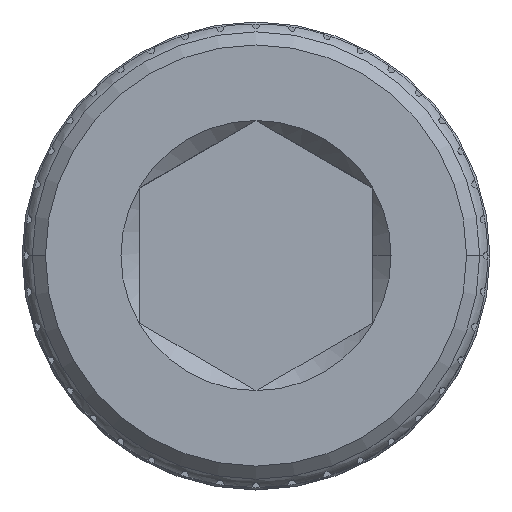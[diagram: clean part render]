
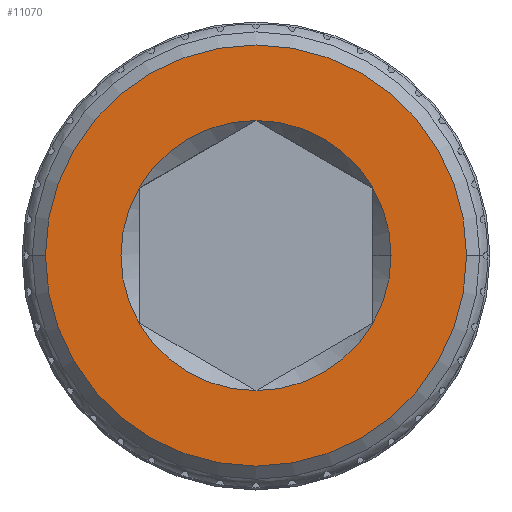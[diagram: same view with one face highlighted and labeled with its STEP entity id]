
A CAD part, top view. The second image highlights one B-rep face of the part: STEP entity #11070.
In plain terms, the highlighted planar face has unit normal (0, 0, 1).
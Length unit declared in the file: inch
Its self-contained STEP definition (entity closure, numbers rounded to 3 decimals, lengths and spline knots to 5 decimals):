
#269 = CARTESIAN_POINT ( 'NONE',  ( 0., 0., 0.875 ) ) ;
#311 = CARTESIAN_POINT ( 'NONE',  ( 0.09375, 0.05413, 0.875 ) ) ;
#389 = FACE_BOUND ( 'NONE', #8577, .T. ) ;
#914 = AXIS2_PLACEMENT_3D ( 'NONE', #2374, #9808, #5142 ) ;
#958 = DIRECTION ( 'NONE',  ( 0., 0., 1. ) ) ;
#1153 = EDGE_LOOP ( 'NONE', ( #10805, #11446 ) ) ;
#1217 = VERTEX_POINT ( 'NONE', #10064 ) ;
#1292 = DIRECTION ( 'NONE',  ( 0., 0., 1. ) ) ;
#1547 = CIRCLE ( 'NONE', #3460, 0.10825 ) ;
#1577 = CIRCLE ( 'NONE', #2013, 0.10825 ) ;
#1595 = ORIENTED_EDGE ( 'NONE', *, *, #3956, .F. ) ;
#1655 = CIRCLE ( 'NONE', #10958, 0.10825 ) ;
#1770 = DIRECTION ( 'NONE',  ( 1., 0., 0. ) ) ;
#2013 = AXIS2_PLACEMENT_3D ( 'NONE', #2663, #8170, #11899 ) ;
#2290 = ORIENTED_EDGE ( 'NONE', *, *, #8297, .F. ) ;
#2359 = CIRCLE ( 'NONE', #10740, 0.10825 ) ;
#2374 = CARTESIAN_POINT ( 'NONE',  ( 0., 0., 0.875 ) ) ;
#2566 = AXIS2_PLACEMENT_3D ( 'NONE', #269, #3994, #6810 ) ;
#2663 = CARTESIAN_POINT ( 'NONE',  ( 0., 0., 0.875 ) ) ;
#2825 = DIRECTION ( 'NONE',  ( 1., 0., 0. ) ) ;
#2885 = CARTESIAN_POINT ( 'NONE',  ( 0.16875, 0., 0.875 ) ) ;
#3273 = VERTEX_POINT ( 'NONE', #5834 ) ;
#3345 = VERTEX_POINT ( 'NONE', #311 ) ;
#3459 = EDGE_CURVE ( 'NONE', #10636, #7250, #1547, .T. ) ;
#3460 = AXIS2_PLACEMENT_3D ( 'NONE', #5892, #4140, #7924 ) ;
#3490 = CIRCLE ( 'NONE', #11709, 0.10825 ) ;
#3503 = CIRCLE ( 'NONE', #914, 0.10825 ) ;
#3735 = CIRCLE ( 'NONE', #2566, 0.16875 ) ;
#3956 = EDGE_CURVE ( 'NONE', #1217, #10636, #8915, .T. ) ;
#3994 = DIRECTION ( 'NONE',  ( 0., 0., 1. ) ) ;
#4140 = DIRECTION ( 'NONE',  ( 0., 0., 1. ) ) ;
#4320 = AXIS2_PLACEMENT_3D ( 'NONE', #6316, #4562, #6359 ) ;
#4457 = AXIS2_PLACEMENT_3D ( 'NONE', #5045, #1292, #5979 ) ;
#4484 = CARTESIAN_POINT ( 'NONE',  ( 0., -0.10825, 0.875 ) ) ;
#4562 = DIRECTION ( 'NONE',  ( 0., 0., 1. ) ) ;
#4613 = DIRECTION ( 'NONE',  ( 0., 0., 1. ) ) ;
#4646 = AXIS2_PLACEMENT_3D ( 'NONE', #9068, #9901, #9027 ) ;
#4824 = ORIENTED_EDGE ( 'NONE', *, *, #9220, .F. ) ;
#5045 = CARTESIAN_POINT ( 'NONE',  ( 0., 0., 0.875 ) ) ;
#5142 = DIRECTION ( 'NONE',  ( 1., 0., 0. ) ) ;
#5441 = CARTESIAN_POINT ( 'NONE',  ( 0., 0., 0.875 ) ) ;
#5834 = CARTESIAN_POINT ( 'NONE',  ( 0.10825, 0., 0.875 ) ) ;
#5892 = CARTESIAN_POINT ( 'NONE',  ( 0., 0., 0.875 ) ) ;
#5979 = DIRECTION ( 'NONE',  ( 1., 0., 0. ) ) ;
#6316 = CARTESIAN_POINT ( 'NONE',  ( 0., 0., 0.875 ) ) ;
#6357 = FACE_OUTER_BOUND ( 'NONE', #1153, .T. ) ;
#6359 = DIRECTION ( 'NONE',  ( -1., 0., 0. ) ) ;
#6678 = CARTESIAN_POINT ( 'NONE',  ( 0.09375, -0.05413, 0.875 ) ) ;
#6810 = DIRECTION ( 'NONE',  ( -1., 0., 0. ) ) ;
#6888 = EDGE_CURVE ( 'NONE', #3273, #3345, #1655, .T. ) ;
#6909 = ORIENTED_EDGE ( 'NONE', *, *, #3459, .F. ) ;
#7087 = VERTEX_POINT ( 'NONE', #8641 ) ;
#7228 = PLANE ( 'NONE',  #4646 ) ;
#7250 = VERTEX_POINT ( 'NONE', #4484 ) ;
#7924 = DIRECTION ( 'NONE',  ( 1., 0., 0. ) ) ;
#8170 = DIRECTION ( 'NONE',  ( 0., 0., 1. ) ) ;
#8297 = EDGE_CURVE ( 'NONE', #9103, #3273, #2359, .T. ) ;
#8548 = ORIENTED_EDGE ( 'NONE', *, *, #11087, .F. ) ;
#8563 = CIRCLE ( 'NONE', #4320, 0.16875 ) ;
#8577 = EDGE_LOOP ( 'NONE', ( #1595, #10324, #4824, #9286, #2290, #8548, #6909 ) ) ;
#8641 = CARTESIAN_POINT ( 'NONE',  ( -0.16875, 0., 0.875 ) ) ;
#8915 = CIRCLE ( 'NONE', #4457, 0.10825 ) ;
#8962 = VERTEX_POINT ( 'NONE', #2885 ) ;
#9027 = DIRECTION ( 'NONE',  ( -1., 0., 0. ) ) ;
#9039 = VERTEX_POINT ( 'NONE', #10212 ) ;
#9068 = CARTESIAN_POINT ( 'NONE',  ( 0., 0., 0.875 ) ) ;
#9103 = VERTEX_POINT ( 'NONE', #6678 ) ;
#9220 = EDGE_CURVE ( 'NONE', #3345, #9039, #3503, .T. ) ;
#9286 = ORIENTED_EDGE ( 'NONE', *, *, #6888, .F. ) ;
#9309 = DIRECTION ( 'NONE',  ( 1., 0., 0. ) ) ;
#9364 = CARTESIAN_POINT ( 'NONE',  ( 0., 0., 0.875 ) ) ;
#9386 = EDGE_CURVE ( 'NONE', #9039, #1217, #3490, .T. ) ;
#9808 = DIRECTION ( 'NONE',  ( 0., 0., 1. ) ) ;
#9901 = DIRECTION ( 'NONE',  ( 0., 0., -1. ) ) ;
#9967 = EDGE_CURVE ( 'NONE', #7087, #8962, #8563, .T. ) ;
#10064 = CARTESIAN_POINT ( 'NONE',  ( -0.09375, 0.05413, 0.875 ) ) ;
#10114 = DIRECTION ( 'NONE',  ( 0., 0., 1. ) ) ;
#10161 = CARTESIAN_POINT ( 'NONE',  ( 0., 0., 0.875 ) ) ;
#10212 = CARTESIAN_POINT ( 'NONE',  ( 0., 0.10825, 0.875 ) ) ;
#10324 = ORIENTED_EDGE ( 'NONE', *, *, #9386, .F. ) ;
#10636 = VERTEX_POINT ( 'NONE', #11336 ) ;
#10740 = AXIS2_PLACEMENT_3D ( 'NONE', #5441, #10114, #1770 ) ;
#10805 = ORIENTED_EDGE ( 'NONE', *, *, #9967, .T. ) ;
#10958 = AXIS2_PLACEMENT_3D ( 'NONE', #10161, #958, #9309 ) ;
#11070 = ADVANCED_FACE ( 'NONE', ( #389, #6357 ), #7228, .F. ) ;
#11087 = EDGE_CURVE ( 'NONE', #7250, #9103, #1577, .T. ) ;
#11336 = CARTESIAN_POINT ( 'NONE',  ( -0.09375, -0.05413, 0.875 ) ) ;
#11446 = ORIENTED_EDGE ( 'NONE', *, *, #11459, .T. ) ;
#11459 = EDGE_CURVE ( 'NONE', #8962, #7087, #3735, .T. ) ;
#11709 = AXIS2_PLACEMENT_3D ( 'NONE', #9364, #4613, #2825 ) ;
#11899 = DIRECTION ( 'NONE',  ( 1., 0., 0. ) ) ;
